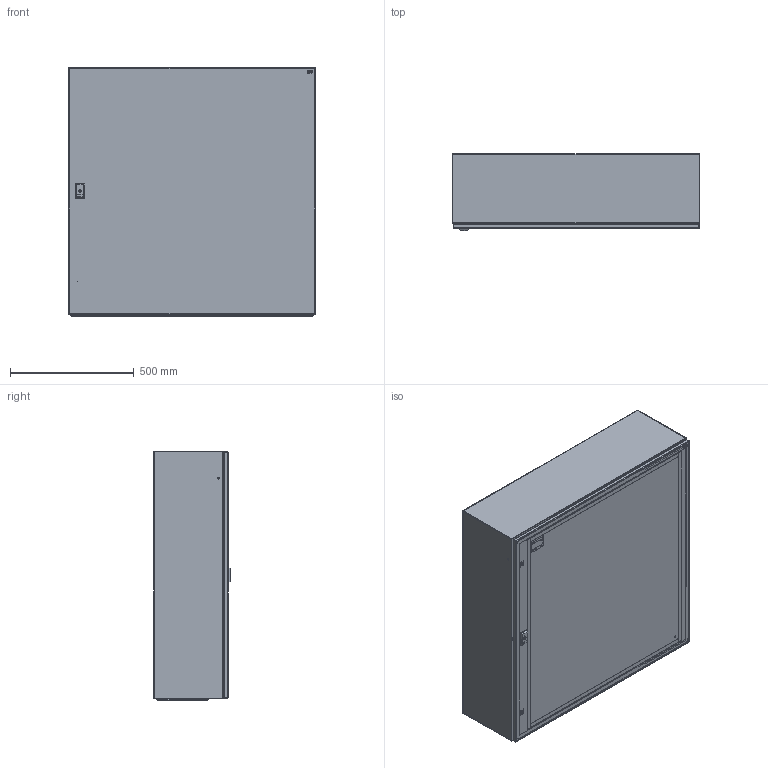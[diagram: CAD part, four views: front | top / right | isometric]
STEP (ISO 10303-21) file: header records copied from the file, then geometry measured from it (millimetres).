
FILE_DESCRIPTION((''),'2;1');
FILE_NAME('GT_100_100_30_ASM_1_1_ASM','2021-11-04T',('marketing.praksa'),('Audax d.o.o.'),'CREO PARAMETRIC BY PTC INC, 2017480','CREO PARAMETRIC BY PTC INC, 2017480','');
FILE_SCHEMA(('AUTOMOTIVE_DESIGN { 1 0 10303 214 1 1 1 1 }'));
Products named in the file (75): DRZWI_1_2__192_1_1; DRZWI_1_2__193_1_1; ZAWIAS_3_ST47_002_ELEMENT-57_10; ZAWIAS_3_ST47_002_ELEMENT-57_11; DRZWI_1_2__194_1_1; DRZWI_1_2__195_1_1; DRZWI_1_2__196_1_1; DRZWI_1_2__197_1_1; ZAWIAS_3_ST47_002_ELEMENT-57_12; DRZWI_1_2__198_1_1; DRZWI_1_2__199_1_1; DRZWI_1_2_200_1_1; DRZWI_1_2_202_1_1; ANSI_B27_7M_3CMI-4-57878_1_1__1; ANSI_B27_7M_3CMI-4-57879_1_1__1; ANSI_B27_7M_3CMI-4-57880_1_1__1; DRZWI_1_2_204_1_1; DRZWI_1_2_205_1_1; DRZWI_1_2_206_1_1; DRZWI_1_2_207_1_1; DRZWI_1_2_208_1_1; DRZWI_1_2_209_1_1; DRZWI_1__210_1_1; DRZWI_1__211_1_1; DRZWI_1__212_1_1; DRZWI_1__213_1_1; DRZWI_1__214_1_1; DRZWI_1__215_1_1; DRZWI_1__216_1_1; DRZWI_1__217_1_1; DRZWI_1__218_1_1; DRZWI_1__219_1_1; DRZWI_1_220_1_1; DRZWI_1_221_1_1; DRZWI_1_222_1_1; DRZWI_1_223_1_1; DRZWI_1_224_1_1; DRZWI_1_225_1_1; DRZWI_1_226_1_1; DRZWI_1_227_1_1 ...
Assembly tree (85 placements, depth 2):
  GT_100_100_30_ASM_1_1_ASM
    DRZWI_1_2__192_1_1
    DRZWI_1_2__193_1_1
    ZAWIAS_3_ST47_002_ELEMENT-57_10
    ZAWIAS_3_ST47_002_ELEMENT-57_11
    DRZWI_1_2__194_1_1
    DRZWI_1_2__195_1_1
    DRZWI_1_2__196_1_1
    DRZWI_1_2__197_1_1
    ZAWIAS_3_ST47_002_ELEMENT-57_12
    DRZWI_1_2__198_1_1
    DRZWI_1_2__199_1_1
    DRZWI_1_2_200_1_1
    DRZWI_1_2_202_1_1
    ANSI_B27_7M_3CMI-4-57878_1_1__1
    ANSI_B27_7M_3CMI-4-57879_1_1__1
    ANSI_B27_7M_3CMI-4-57880_1_1__1
    DRZWI_1_2_204_1_1
    DRZWI_1_2_205_1_1
    DRZWI_1_2_206_1_1
    DRZWI_1_2_207_1_1
    DRZWI_1_2_208_1_1
    DRZWI_1_2_209_1_1
    DRZWI_1__210_1_1
    DRZWI_1__211_1_1
    DRZWI_1__212_1_1
    DRZWI_1__213_1_1
    DRZWI_1__214_1_1
    DRZWI_1__215_1_1
    DRZWI_1__216_1_1
    DRZWI_1__217_1_1
    DRZWI_1__218_1_1
    DRZWI_1__219_1_1
    DRZWI_1_220_1_1
    DRZWI_1_221_1_1
    DRZWI_1_222_1_1
    DRZWI_1_223_1_1
    DRZWI_1_224_1_1
    DRZWI_1_225_1_1
    DRZWI_1_226_1_1
    DRZWI_1_227_1_1
    DRZWI_1_228_1_1
    ETI_LOGO_1_1_1_1_1_2_3_4_5_6_20
    ETI_LOGO_2_1_1_1_1_2_3_4_5_6_20
    ETI_LOGO_3_1_1_1_1_2_3_4_5_6_20
    DRZWI_1_2_203_1_1_1
    DRZWI_1_2_203_1_2_1
    DRZWI_1_2_203_1_3_1
    KOR_GT_100-100-30_1_1
    PRZEPUST_1_2_3_4_5_6_7_8_9_1_24
    ZAWIAS_1_2_3_4_5_6_7_8_9_10_1_6  x3
    TULEJA_1_2_3_4_5_6_7_8_9_10_1_6  x4
    PLYTA_1_2_3_4_5_6_7_8_9_10_11_4
    NAKRETKA_M8_1_2_3_4_5_6_7_8___4  x4
    ZASLEPKA_10_7_1_2_3_4_5_6_7___6  x4
    PRT0057_1_1_1
    PRT0057_1_1_2
    PRT0057_1_1_3
    PRT0057_1_1_4
    PRT0057_1_1_5
Bounding box: 1000 x 310.93 x 1008.44 mm (x, y, z)
Volume: 7137455.1 mm3; surface area: 9207791.8 mm2
Topology: 64 solids, 104 shells, 3878 faces, 10838 edges, 7257 vertices
Faces by surface type: plane 1700, cylinder 1552, torus 210, cone 152, extrusion 136, sphere 76, bspline 52
Entity records: 160330 total; most frequent: CARTESIAN_POINT 25297, DIRECTION 19190, ORIENTED_EDGE 17823, PRESENTATION_STYLE_ASSIGNMENT 10667, STYLED_ITEM 9760, CURVE_STYLE 8960, EDGE_CURVE 8960, AXIS2_PLACEMENT_3D 7300
